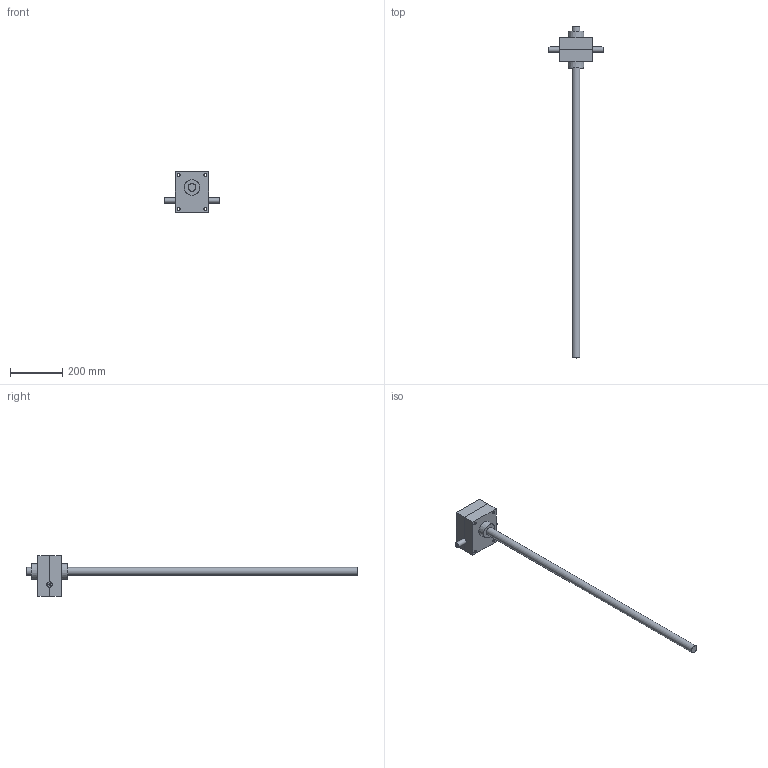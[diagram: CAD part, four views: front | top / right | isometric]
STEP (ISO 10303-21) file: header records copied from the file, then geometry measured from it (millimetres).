
FILE_DESCRIPTION( ( 'STEP AP214' ), ' ' );
FILE_NAME( 'TP630110001_111.stp', '2017-08-20T14:02:19', ( '' ), ( '' ), ' ', 'PARTsolutions', ' ' );
FILE_SCHEMA( ( 'AUTOMOTIVE_DESIGN { 1 0 10303 214 1 1 1 1 }' ) );
Length unit declared in the file: millimetre
Products named in the file (4): TP630110001_111; _TP6301-case; _TP630-shaft; _TP6301000-spindle 1 1
Assembly tree (4 placements, depth 2):
  TP630110001_111
    _TP6301-case
    _TP630-shaft  x2
    _TP6301000-spindle 1 1
Bounding box: 206 x 1265 x 155 mm (x, y, z)
Volume: 2705165.8 mm3; surface area: 262200.9 mm2
Topology: 4 solids, 4 shells, 145 faces, 372 edges, 245 vertices
Faces by surface type: plane 93, cylinder 42, cone 10
Full cylindrical faces by diameter (mm): 4.917 x2, 11 x4, 20 x3, 24 x1, 30 x1
Entity records: 5200 total; most frequent: CARTESIAN_POINT 754, DIRECTION 688, ORIENTED_EDGE 654, EDGE_CURVE 327, LINE 240, VECTOR 240, VERTEX_POINT 226, AXIS2_PLACEMENT_3D 224
